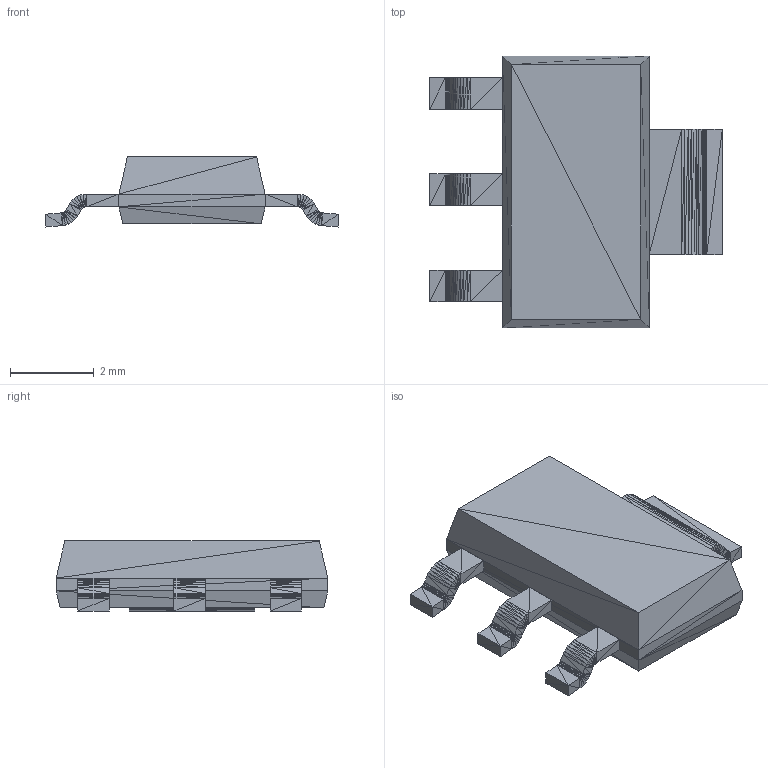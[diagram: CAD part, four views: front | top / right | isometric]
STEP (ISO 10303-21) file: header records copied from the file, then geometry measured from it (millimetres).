
FILE_DESCRIPTION((''),'2;1');
FILE_NAME('LINREG', '2025-07-24T02:55:18', (''), (''), 'ImageToStl.com STEP Converter','', '');
FILE_SCHEMA(('AUTOMOTIVE_DESIGN_CC2'));
Length unit declared in the file: metre
Products named in the file (1): product0
Bounding box: 7 x 6.5 x 1.68 mm (x, y, z)
Surface area: 99.9 mm2 (no closed solid volume)
Topology: 0 solids, 524 shells, 524 faces, 1572 edges, 272 vertices
Faces by surface type: plane 524
Entity records: 12100 total; most frequent: DIRECTION 2622, ORIENTED_EDGE 1572, EDGE_CURVE 1572, LINE 1572, VECTOR 1572, AXIS2_PLACEMENT_3D 525, FACE_SURFACE 524, PLANE 524
